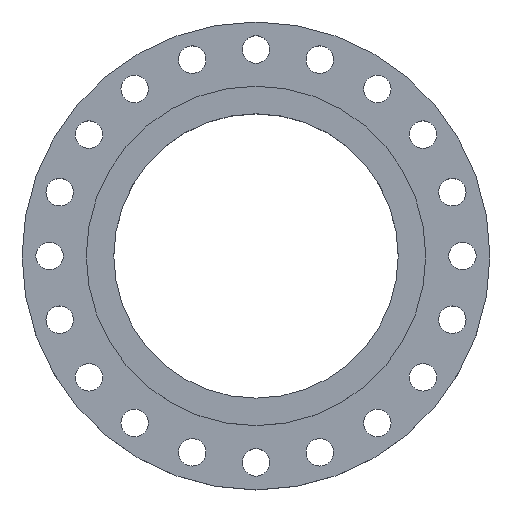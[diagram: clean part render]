
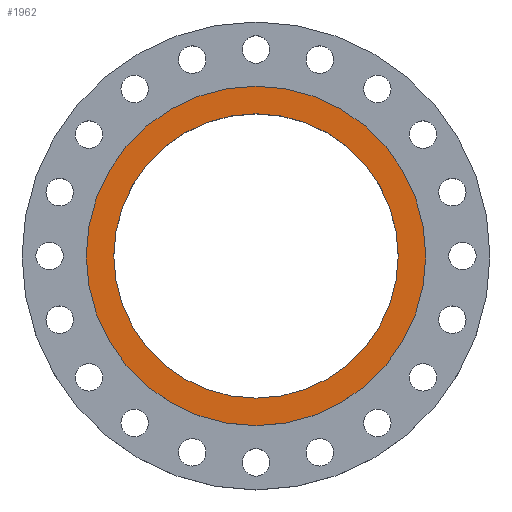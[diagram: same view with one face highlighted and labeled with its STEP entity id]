
A CAD part, top view. The second image highlights one B-rep face of the part: STEP entity #1962.
In plain terms, the highlighted planar face has unit normal (0, 0, 1).
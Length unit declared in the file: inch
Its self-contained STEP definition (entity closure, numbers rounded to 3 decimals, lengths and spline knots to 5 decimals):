
#88 = DIRECTION ( 'NONE',  ( -1., 0., 0. ) ) ;
#111 = DIRECTION ( 'NONE',  ( 1., 0., 0. ) ) ;
#187 = VERTEX_POINT ( 'NONE', #1424 ) ;
#222 = AXIS2_PLACEMENT_3D ( 'NONE', #448, #593, #1851 ) ;
#236 = CIRCLE ( 'NONE', #596, 7.75 ) ;
#272 = CARTESIAN_POINT ( 'NONE',  ( 0., 0., 0. ) ) ;
#296 = DIRECTION ( 'NONE',  ( 1., 0., 0. ) ) ;
#448 = CARTESIAN_POINT ( 'NONE',  ( 0., 0., 0. ) ) ;
#487 = EDGE_CURVE ( 'NONE', #1674, #1422, #883, .T. ) ;
#546 = EDGE_CURVE ( 'NONE', #187, #2019, #1965, .T. ) ;
#593 = DIRECTION ( 'NONE',  ( 0., 0., 1. ) ) ;
#596 = AXIS2_PLACEMENT_3D ( 'NONE', #1963, #1055, #111 ) ;
#718 = FACE_OUTER_BOUND ( 'NONE', #788, .T. ) ;
#729 = CARTESIAN_POINT ( 'NONE',  ( 0., 7.75, 0. ) ) ;
#730 = CARTESIAN_POINT ( 'NONE',  ( 0., 0., 0. ) ) ;
#784 = AXIS2_PLACEMENT_3D ( 'NONE', #730, #1361, #296 ) ;
#788 = EDGE_LOOP ( 'NONE', ( #1302, #1067 ) ) ;
#837 = AXIS2_PLACEMENT_3D ( 'NONE', #272, #1058, #882 ) ;
#882 = DIRECTION ( 'NONE',  ( 1., 0., 0. ) ) ;
#883 = CIRCLE ( 'NONE', #784, 9.25 ) ;
#891 = FACE_BOUND ( 'NONE', #932, .T. ) ;
#902 = CIRCLE ( 'NONE', #837, 9.25 ) ;
#932 = EDGE_LOOP ( 'NONE', ( #1086, #1450 ) ) ;
#1055 = DIRECTION ( 'NONE',  ( 0., 0., 1. ) ) ;
#1058 = DIRECTION ( 'NONE',  ( 0., 0., 1. ) ) ;
#1067 = ORIENTED_EDGE ( 'NONE', *, *, #487, .T. ) ;
#1086 = ORIENTED_EDGE ( 'NONE', *, *, #546, .F. ) ;
#1191 = PLANE ( 'NONE',  #2013 ) ;
#1302 = ORIENTED_EDGE ( 'NONE', *, *, #1400, .T. ) ;
#1308 = CARTESIAN_POINT ( 'NONE',  ( -9.25, 0., 0. ) ) ;
#1361 = DIRECTION ( 'NONE',  ( 0., 0., 1. ) ) ;
#1400 = EDGE_CURVE ( 'NONE', #1422, #1674, #902, .T. ) ;
#1422 = VERTEX_POINT ( 'NONE', #1525 ) ;
#1424 = CARTESIAN_POINT ( 'NONE',  ( 7.75, 0., 0. ) ) ;
#1450 = ORIENTED_EDGE ( 'NONE', *, *, #1940, .F. ) ;
#1525 = CARTESIAN_POINT ( 'NONE',  ( 9.25, 0., 0. ) ) ;
#1674 = VERTEX_POINT ( 'NONE', #1308 ) ;
#1807 = DIRECTION ( 'NONE',  ( 0., 0., -1. ) ) ;
#1851 = DIRECTION ( 'NONE',  ( 1., 0., 0. ) ) ;
#1940 = EDGE_CURVE ( 'NONE', #2019, #187, #236, .T. ) ;
#1962 = ADVANCED_FACE ( 'NONE', ( #891, #718 ), #1191, .F. ) ;
#1963 = CARTESIAN_POINT ( 'NONE',  ( 0., 0., 0. ) ) ;
#1965 = CIRCLE ( 'NONE', #222, 7.75 ) ;
#2013 = AXIS2_PLACEMENT_3D ( 'NONE', #729, #1807, #88 ) ;
#2015 = CARTESIAN_POINT ( 'NONE',  ( -7.75, 0., 0. ) ) ;
#2019 = VERTEX_POINT ( 'NONE', #2015 ) ;
